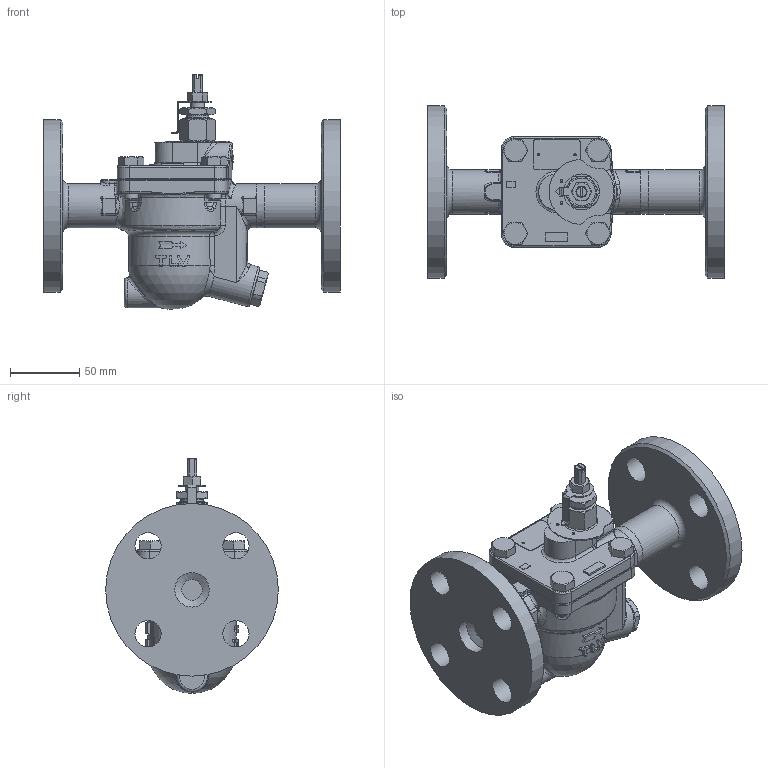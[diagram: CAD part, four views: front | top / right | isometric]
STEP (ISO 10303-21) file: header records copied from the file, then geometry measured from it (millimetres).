
FILE_DESCRIPTION(/* description */ (''),/* implementation_level */ '2;1');
FILE_NAME(/* name */ 'j3srv-025-jis10-00.stp',/* time_stamp */ '2025-01-22T12:59:46+09:00',/* author */ ('nakaot'),/* organization */ (''),/* preprocessor_version */ 'ST-DEVELOPER v18.1',/* originating_system */ 'Autodesk Inventor 2022',/* authorisation */ '');
FILE_SCHEMA (('AUTOMOTIVE_DESIGN { 1 0 10303 214 3 1 1 }'));
Length unit declared in the file: millimetre
Products named in the file (1): J3SX-RV_25A_JIS10KFF_1
Bounding box: 215 x 125 x 170 mm (x, y, z)
Volume: 886542.1 mm3; surface area: 125133.1 mm2
Topology: 1 solids, 1 shells, 664 faces, 1604 edges, 961 vertices
Faces by surface type: cylinder 202, plane 197, cone 95, bspline 79, torus 66, sphere 25
Full cylindrical faces by diameter (mm): 1.6 x4, 2 x2, 10 x9, 12 x4, 16 x2, 16.2 x1, 18 x1, 19 x8, 25 x2, 26 x1, 30 x1, 32 x2, 125 x2
Entity records: 23686 total; most frequent: CARTESIAN_POINT 8297, ORIENTED_EDGE 3188, DIRECTION 2975, EDGE_CURVE 1594, AXIS2_PLACEMENT_3D 1244, VERTEX_POINT 961, EDGE_LOOP 722, FACE_OUTER_BOUND 664
